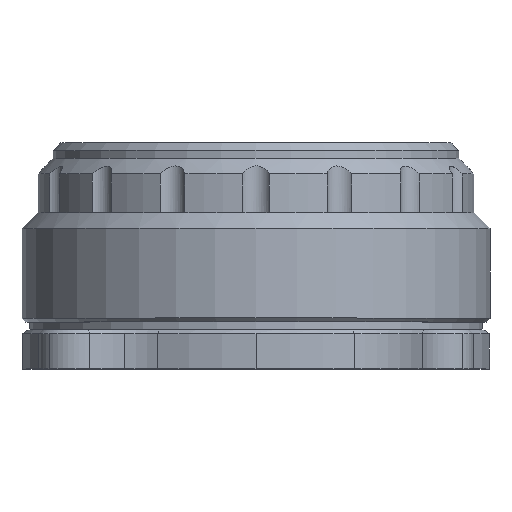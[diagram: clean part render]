
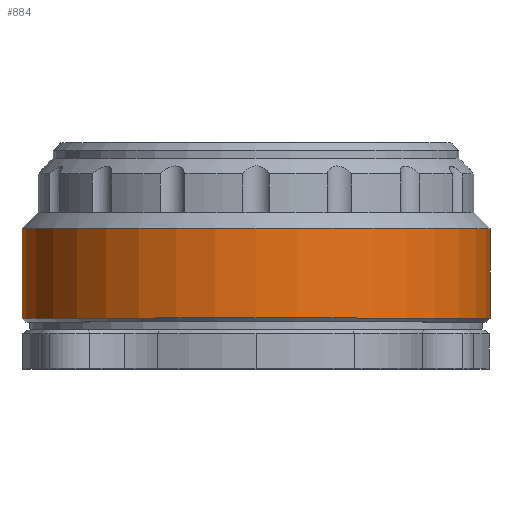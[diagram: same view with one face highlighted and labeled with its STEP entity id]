
A CAD part, top view. The second image highlights one B-rep face of the part: STEP entity #884.
In plain terms, the highlighted cylindrical face has radius 30 mm (diameter 60 mm), a full revolution.
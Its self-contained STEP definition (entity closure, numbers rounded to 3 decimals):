
#834=CARTESIAN_POINT('',(0.,0.,0.));
#835=DIRECTION('',(0.,1.,0.));
#836=DIRECTION('',(0.,-0.,1.));
#837=AXIS2_PLACEMENT_3D('',#834,#835,#836);
#838=CYLINDRICAL_SURFACE('',#837,30.);
#839=CARTESIAN_POINT('',(-0.,90.,30.));
#840=VERTEX_POINT('',#839);
#841=CARTESIAN_POINT('',(-0.,78.5,30.));
#842=VERTEX_POINT('',#841);
#843=CARTESIAN_POINT('',(0.,90.,30.));
#844=DIRECTION('',(-0.,-1.,-0.));
#845=VECTOR('',#844,11.5);
#846=LINE('',#843,#845);
#847=EDGE_CURVE('',#840,#842,#846,.T.);
#848=ORIENTED_EDGE('',*,*,#847,.T.);
#849=CARTESIAN_POINT('',(0.,78.5,0.));
#850=DIRECTION('',(0.,1.,0.));
#851=DIRECTION('',(0.,-0.,1.));
#852=AXIS2_PLACEMENT_3D('',#849,#850,#851);
#853=CIRCLE('',#852,30.);
#854=EDGE_CURVE('',#842,#842,#853,.T.);
#855=ORIENTED_EDGE('',*,*,#854,.T.);
#856=ORIENTED_EDGE('',*,*,#847,.F.);
#857=CARTESIAN_POINT('',(0.,90.,-30.));
#858=VERTEX_POINT('',#857);
#859=CARTESIAN_POINT('',(0.,90.,0.));
#860=DIRECTION('',(-0.,1.,0.));
#861=DIRECTION('',(1.,0.,0.));
#862=AXIS2_PLACEMENT_3D('',#859,#860,#861);
#863=CIRCLE('',#862,30.);
#864=EDGE_CURVE('',#858,#840,#863,.T.);
#865=ORIENTED_EDGE('',*,*,#864,.F.);
#866=CARTESIAN_POINT('',(30.,90.,0.));
#867=VERTEX_POINT('',#866);
#868=CARTESIAN_POINT('',(0.,90.,0.));
#869=DIRECTION('',(-0.,1.,0.));
#870=DIRECTION('',(1.,0.,0.));
#871=AXIS2_PLACEMENT_3D('',#868,#869,#870);
#872=CIRCLE('',#871,30.);
#873=EDGE_CURVE('',#867,#858,#872,.T.);
#874=ORIENTED_EDGE('',*,*,#873,.F.);
#875=CARTESIAN_POINT('',(0.,90.,0.));
#876=DIRECTION('',(-0.,1.,0.));
#877=DIRECTION('',(1.,0.,0.));
#878=AXIS2_PLACEMENT_3D('',#875,#876,#877);
#879=CIRCLE('',#878,30.);
#880=EDGE_CURVE('',#840,#867,#879,.T.);
#881=ORIENTED_EDGE('',*,*,#880,.F.);
#882=EDGE_LOOP('',(#848,#855,#856,#865,#874,#881));
#883=FACE_BOUND('',#882,.T.);
#884=ADVANCED_FACE('',(#883),#838,.T.);
